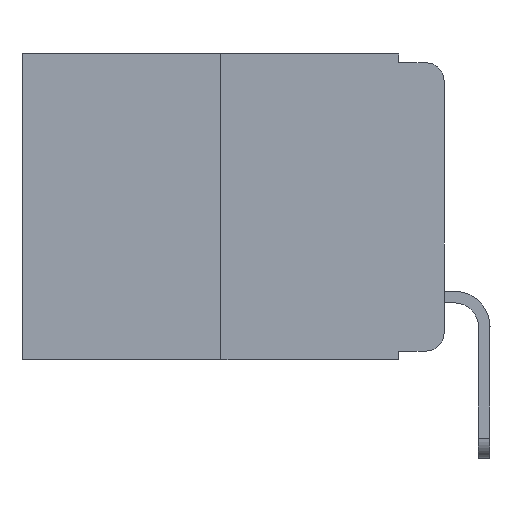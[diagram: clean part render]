
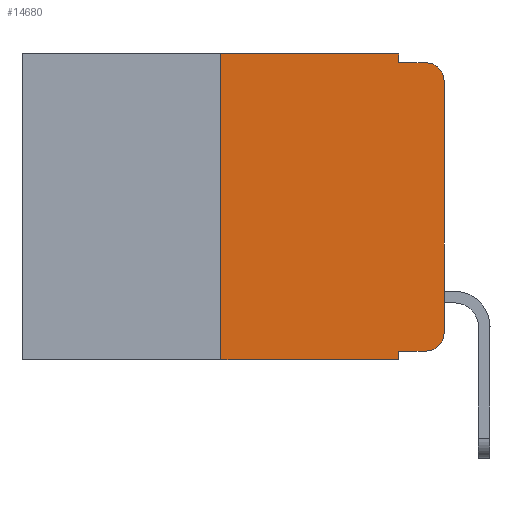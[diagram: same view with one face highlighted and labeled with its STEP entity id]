
A CAD part, left-side view. The second image highlights one B-rep face of the part: STEP entity #14680.
In plain terms, the highlighted planar face has unit normal (-1, 0, 0).
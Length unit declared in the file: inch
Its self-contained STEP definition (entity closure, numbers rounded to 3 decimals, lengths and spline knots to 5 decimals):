
#272 = DIRECTION ( 'NONE',  ( -1., 0., 0. ) ) ;
#413 = CARTESIAN_POINT ( 'NONE',  ( 0., 0.25, 0. ) ) ;
#773 = ORIENTED_EDGE ( 'NONE', *, *, #18956, .T. ) ;
#1435 = DIRECTION ( 'NONE',  ( 0., -1., 0. ) ) ;
#1594 = CARTESIAN_POINT ( 'NONE',  ( 0., 0.02, -0.01 ) ) ;
#2341 = EDGE_CURVE ( 'NONE', #11413, #9553, #22527, .T. ) ;
#2409 = DIRECTION ( 'NONE',  ( 0., -1., 0. ) ) ;
#2634 = DIRECTION ( 'NONE',  ( 0., 0., -1. ) ) ;
#2755 = AXIS2_PLACEMENT_3D ( 'NONE', #6899, #13990, #4710 ) ;
#2772 = VECTOR ( 'NONE', #11995, 39.37008 ) ;
#3174 = LINE ( 'NONE', #13730, #2772 ) ;
#3641 = DIRECTION ( 'NONE',  ( 0., 0., -1. ) ) ;
#3764 = CARTESIAN_POINT ( 'NONE',  ( 0., 0.473, 0. ) ) ;
#4099 = VERTEX_POINT ( 'NONE', #8817 ) ;
#4276 = ORIENTED_EDGE ( 'NONE', *, *, #2341, .F. ) ;
#4299 = CARTESIAN_POINT ( 'NONE',  ( 0., 0.473, -0.343 ) ) ;
#4316 = VECTOR ( 'NONE', #2634, 39.37008 ) ;
#4412 = LINE ( 'NONE', #7446, #7737 ) ;
#4491 = LINE ( 'NONE', #18525, #4316 ) ;
#4506 = ORIENTED_EDGE ( 'NONE', *, *, #14970, .F. ) ;
#4710 = DIRECTION ( 'NONE',  ( 0., 0., -1. ) ) ;
#5547 = CARTESIAN_POINT ( 'NONE',  ( 0., 0.473, 0. ) ) ;
#5618 = DIRECTION ( 'NONE',  ( 1., 0., 0. ) ) ;
#5694 = EDGE_CURVE ( 'NONE', #4099, #20861, #20190, .T. ) ;
#5702 = EDGE_CURVE ( 'NONE', #17997, #13861, #4412, .T. ) ;
#6183 = AXIS2_PLACEMENT_3D ( 'NONE', #7578, #272, #3641 ) ;
#6621 = EDGE_LOOP ( 'NONE', ( #17178, #773, #4276, #4506, #15218, #19782, #12056, #10688, #6685, #22722 ) ) ;
#6685 = ORIENTED_EDGE ( 'NONE', *, *, #8527, .T. ) ;
#6899 = CARTESIAN_POINT ( 'NONE',  ( 0., 0.02, -0.313 ) ) ;
#7008 = PLANE ( 'NONE',  #14254 ) ;
#7446 = CARTESIAN_POINT ( 'NONE',  ( 0., 0., 0. ) ) ;
#7578 = CARTESIAN_POINT ( 'NONE',  ( 0., 0.02, -0.03 ) ) ;
#7737 = VECTOR ( 'NONE', #11492, 39.37008 ) ;
#8180 = CARTESIAN_POINT ( 'NONE',  ( 0., 0.051, -0.333 ) ) ;
#8199 = CARTESIAN_POINT ( 'NONE',  ( 0., 0.051, -0.343 ) ) ;
#8424 = VECTOR ( 'NONE', #1435, 39.37008 ) ;
#8527 = EDGE_CURVE ( 'NONE', #18766, #15057, #11982, .T. ) ;
#8817 = CARTESIAN_POINT ( 'NONE',  ( 0., 0.25, -0.343 ) ) ;
#8844 = CARTESIAN_POINT ( 'NONE',  ( 0., 0.25, 0. ) ) ;
#9308 = VECTOR ( 'NONE', #13844, 39.37008 ) ;
#9553 = VERTEX_POINT ( 'NONE', #1594 ) ;
#10688 = ORIENTED_EDGE ( 'NONE', *, *, #18546, .F. ) ;
#10853 = DIRECTION ( 'NONE',  ( 0., 0., 1. ) ) ;
#10964 = VECTOR ( 'NONE', #10853, 39.37008 ) ;
#11413 = VERTEX_POINT ( 'NONE', #15118 ) ;
#11492 = DIRECTION ( 'NONE',  ( 0., 0., 1. ) ) ;
#11982 = LINE ( 'NONE', #19045, #9308 ) ;
#11995 = DIRECTION ( 'NONE',  ( 0., 0., -1. ) ) ;
#12056 = ORIENTED_EDGE ( 'NONE', *, *, #5694, .T. ) ;
#12124 = VECTOR ( 'NONE', #2409, 39.37008 ) ;
#12399 = CIRCLE ( 'NONE', #2755, 0.02 ) ;
#12703 = DIRECTION ( 'NONE',  ( 0., 0., -1. ) ) ;
#13155 = VERTEX_POINT ( 'NONE', #14801 ) ;
#13730 = CARTESIAN_POINT ( 'NONE',  ( 0., 0.051, 0. ) ) ;
#13844 = DIRECTION ( 'NONE',  ( 0., -1., 0. ) ) ;
#13861 = VERTEX_POINT ( 'NONE', #16345 ) ;
#13990 = DIRECTION ( 'NONE',  ( -1., 0., 0. ) ) ;
#14254 = AXIS2_PLACEMENT_3D ( 'NONE', #3764, #5618, #12703 ) ;
#14597 = EDGE_CURVE ( 'NONE', #15057, #17997, #12399, .T. ) ;
#14680 = ADVANCED_FACE ( 'NONE', ( #22903 ), #7008, .F. ) ;
#14713 = LINE ( 'NONE', #5547, #12124 ) ;
#14801 = CARTESIAN_POINT ( 'NONE',  ( 0., 0.051, 0. ) ) ;
#14970 = EDGE_CURVE ( 'NONE', #13155, #11413, #3174, .T. ) ;
#15012 = VERTEX_POINT ( 'NONE', #8844 ) ;
#15057 = VERTEX_POINT ( 'NONE', #19632 ) ;
#15118 = CARTESIAN_POINT ( 'NONE',  ( 0., 0.051, -0.01 ) ) ;
#15218 = ORIENTED_EDGE ( 'NONE', *, *, #18387, .F. ) ;
#16303 = LINE ( 'NONE', #413, #10964 ) ;
#16345 = CARTESIAN_POINT ( 'NONE',  ( 0., 0., -0.03 ) ) ;
#17178 = ORIENTED_EDGE ( 'NONE', *, *, #5702, .T. ) ;
#17590 = EDGE_CURVE ( 'NONE', #4099, #15012, #16303, .T. ) ;
#17781 = CARTESIAN_POINT ( 'NONE',  ( 0., 0., -0.313 ) ) ;
#17997 = VERTEX_POINT ( 'NONE', #17781 ) ;
#18387 = EDGE_CURVE ( 'NONE', #15012, #13155, #14713, .T. ) ;
#18525 = CARTESIAN_POINT ( 'NONE',  ( 0., 0.051, 0. ) ) ;
#18546 = EDGE_CURVE ( 'NONE', #18766, #20861, #4491, .T. ) ;
#18706 = CARTESIAN_POINT ( 'NONE',  ( 0., 0.051, -0.01 ) ) ;
#18766 = VERTEX_POINT ( 'NONE', #8180 ) ;
#18956 = EDGE_CURVE ( 'NONE', #13861, #9553, #20642, .T. ) ;
#19045 = CARTESIAN_POINT ( 'NONE',  ( 0., 0.051, -0.333 ) ) ;
#19632 = CARTESIAN_POINT ( 'NONE',  ( 0., 0.02, -0.333 ) ) ;
#19782 = ORIENTED_EDGE ( 'NONE', *, *, #17590, .F. ) ;
#19861 = DIRECTION ( 'NONE',  ( 0., -1., 0. ) ) ;
#20190 = LINE ( 'NONE', #4299, #20313 ) ;
#20313 = VECTOR ( 'NONE', #19861, 39.37008 ) ;
#20642 = CIRCLE ( 'NONE', #6183, 0.02 ) ;
#20861 = VERTEX_POINT ( 'NONE', #8199 ) ;
#22527 = LINE ( 'NONE', #18706, #8424 ) ;
#22722 = ORIENTED_EDGE ( 'NONE', *, *, #14597, .T. ) ;
#22903 = FACE_OUTER_BOUND ( 'NONE', #6621, .T. ) ;
